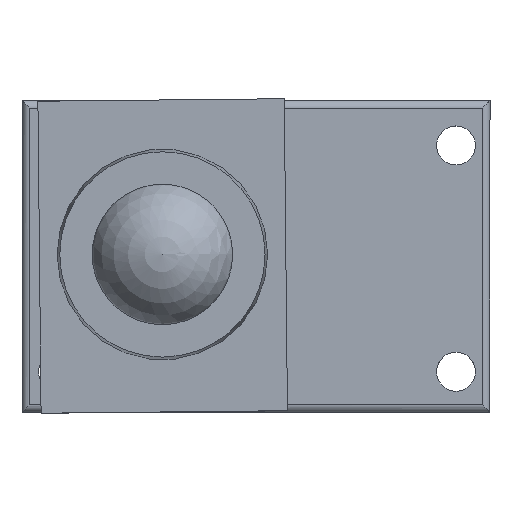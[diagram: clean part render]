
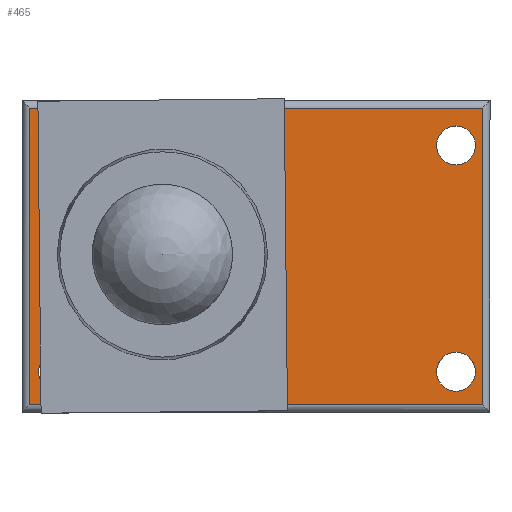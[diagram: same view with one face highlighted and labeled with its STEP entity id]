
A CAD part, top view. The second image highlights one B-rep face of the part: STEP entity #465.
In plain terms, the highlighted planar face has unit normal (0, 0, 1).
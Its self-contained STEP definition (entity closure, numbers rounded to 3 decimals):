
#62=FACE_BOUND('',#142,.T.);
#63=FACE_BOUND('',#143,.T.);
#64=FACE_BOUND('',#144,.T.);
#65=FACE_BOUND('',#145,.T.);
#71=CIRCLE('',#575,2.5);
#72=CIRCLE('',#576,2.5);
#73=CIRCLE('',#577,2.5);
#74=CIRCLE('',#578,2.5);
#90=PLANE('',#574);
#111=FACE_OUTER_BOUND('',#141,.T.);
#141=EDGE_LOOP('',(#363,#364,#365,#366));
#142=EDGE_LOOP('',(#367));
#143=EDGE_LOOP('',(#368));
#144=EDGE_LOOP('',(#369));
#145=EDGE_LOOP('',(#370));
#178=LINE('',#793,#212);
#181=LINE('',#806,#215);
#182=LINE('',#809,#216);
#184=LINE('',#812,#218);
#212=VECTOR('',#632,10.);
#215=VECTOR('',#643,10.);
#216=VECTOR('',#648,10.);
#218=VECTOR('',#652,10.);
#246=VERTEX_POINT('',#791);
#247=VERTEX_POINT('',#792);
#252=VERTEX_POINT('',#803);
#253=VERTEX_POINT('',#805);
#257=VERTEX_POINT('',#825);
#258=VERTEX_POINT('',#827);
#259=VERTEX_POINT('',#829);
#260=VERTEX_POINT('',#831);
#284=EDGE_CURVE('',#246,#247,#178,.T.);
#290=EDGE_CURVE('',#252,#253,#181,.T.);
#292=EDGE_CURVE('',#247,#252,#182,.T.);
#294=EDGE_CURVE('',#253,#246,#184,.T.);
#301=EDGE_CURVE('',#257,#257,#71,.T.);
#302=EDGE_CURVE('',#258,#258,#72,.T.);
#303=EDGE_CURVE('',#259,#259,#73,.T.);
#304=EDGE_CURVE('',#260,#260,#74,.T.);
#363=ORIENTED_EDGE('',*,*,#290,.F.);
#364=ORIENTED_EDGE('',*,*,#292,.F.);
#365=ORIENTED_EDGE('',*,*,#284,.F.);
#366=ORIENTED_EDGE('',*,*,#294,.F.);
#367=ORIENTED_EDGE('',*,*,#301,.T.);
#368=ORIENTED_EDGE('',*,*,#302,.T.);
#369=ORIENTED_EDGE('',*,*,#303,.T.);
#370=ORIENTED_EDGE('',*,*,#304,.T.);
#465=ADVANCED_FACE('',(#111,#62,#63,#64,#65),#90,.T.);
#574=AXIS2_PLACEMENT_3D('',#824,#663,#664);
#575=AXIS2_PLACEMENT_3D('',#826,#665,#666);
#576=AXIS2_PLACEMENT_3D('',#828,#667,#668);
#577=AXIS2_PLACEMENT_3D('',#830,#669,#670);
#578=AXIS2_PLACEMENT_3D('',#832,#671,#672);
#632=DIRECTION('',(-1.,0.,0.));
#643=DIRECTION('',(1.,0.,0.));
#648=DIRECTION('',(0.,1.,0.));
#652=DIRECTION('',(0.,-1.,0.));
#663=DIRECTION('center_axis',(0.,0.,1.));
#664=DIRECTION('ref_axis',(0.,-1.,0.));
#665=DIRECTION('center_axis',(0.,0.,-1.));
#666=DIRECTION('ref_axis',(1.,0.,0.));
#667=DIRECTION('center_axis',(0.,0.,-1.));
#668=DIRECTION('ref_axis',(1.,0.,0.));
#669=DIRECTION('center_axis',(0.,0.,-1.));
#670=DIRECTION('ref_axis',(1.,0.,0.));
#671=DIRECTION('center_axis',(0.,0.,-1.));
#672=DIRECTION('ref_axis',(1.,0.,0.));
#791=CARTESIAN_POINT('',(49.,-29.,5.));
#792=CARTESIAN_POINT('',(-9.,-29.,5.));
#793=CARTESIAN_POINT('',(20.,-29.,5.));
#803=CARTESIAN_POINT('',(-9.,9.,5.));
#805=CARTESIAN_POINT('',(49.,9.,5.));
#806=CARTESIAN_POINT('',(20.,9.,5.));
#809=CARTESIAN_POINT('',(-9.,-10.,5.));
#812=CARTESIAN_POINT('',(49.,-10.,5.));
#824=CARTESIAN_POINT('Origin',(20.,-10.,5.));
#825=CARTESIAN_POINT('',(-7.867,-24.788,5.));
#826=CARTESIAN_POINT('Origin',(-5.367,-24.788,5.));
#827=CARTESIAN_POINT('',(43.133,-24.788,5.));
#828=CARTESIAN_POINT('Origin',(45.633,-24.788,5.));
#829=CARTESIAN_POINT('',(-7.867,4.212,5.));
#830=CARTESIAN_POINT('Origin',(-5.367,4.212,5.));
#831=CARTESIAN_POINT('',(43.133,4.212,5.));
#832=CARTESIAN_POINT('Origin',(45.633,4.212,5.));
